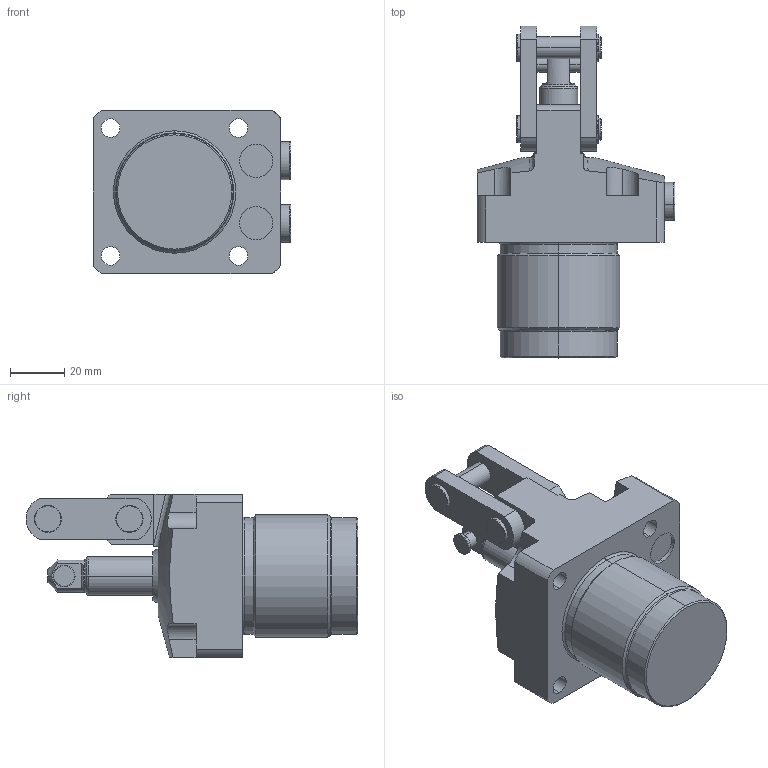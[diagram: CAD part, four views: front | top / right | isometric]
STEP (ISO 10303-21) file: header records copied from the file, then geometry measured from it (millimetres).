
FILE_DESCRIPTION (( 'STEP AP214' ), '1' );
FILE_NAME ('CLW06-L.STEP', '2006-01-11T00:12:01', ( '' ), ( '' ), 'SwSTEP 2.0', 'SolidWorks 2004334', '' );
FILE_SCHEMA (( 'AUTOMOTIVE_DESIGN' ));
Length unit declared in the file: millimetre
Products named in the file (5): CLW06cylinder(L)_蹬怮椔; CLW06piston_蹬怮椔; BSPP-G1-8_蹬怮椔; CLW06link_蹬怮椔; CLW06-L
Assembly tree (5 placements, depth 2):
  CLW06-L
    BSPP-G1-8_蹬怮椔  x2
    CLW06cylinder(L)_蹬怮椔
    CLW06link_蹬怮椔
    CLW06piston_蹬怮椔
Bounding box: 72.8 x 122 x 60 mm (x, y, z)
Volume: 190267.5 mm3; surface area: 34483.3 mm2
Topology: 5 solids, 5 shells, 292 faces, 716 edges, 458 vertices
Faces by surface type: plane 121, cylinder 119, cone 26, torus 24, bspline 2
Entity records: 9209 total; most frequent: CARTESIAN_POINT 2436, DIRECTION 1464, ORIENTED_EDGE 1340, EDGE_CURVE 670, AXIS2_PLACEMENT_3D 563, VERTEX_POINT 430, LINE 338, VECTOR 338
